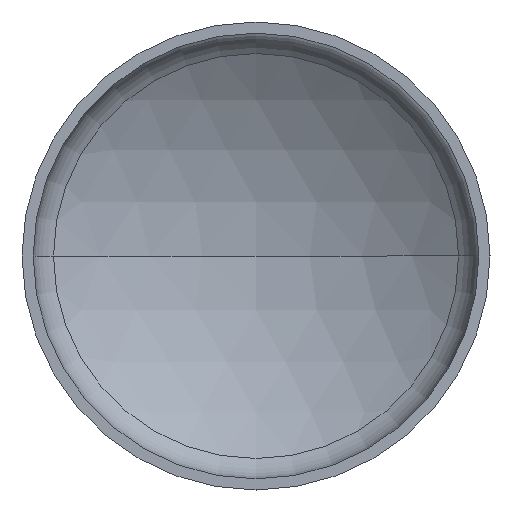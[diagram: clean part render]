
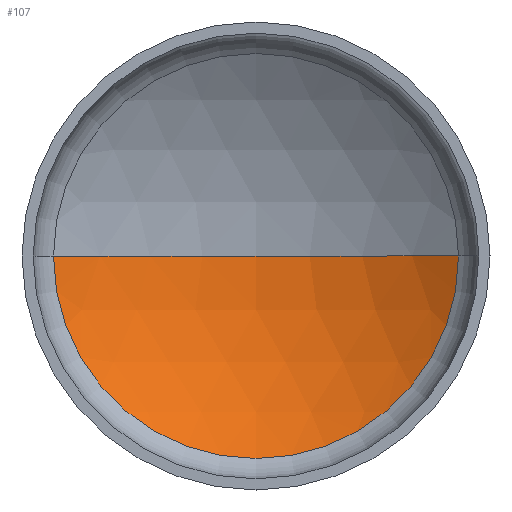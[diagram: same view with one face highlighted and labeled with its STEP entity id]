
A CAD part, front view. The second image highlights one B-rep face of the part: STEP entity #107.
In plain terms, the highlighted spherical face has radius 63.2 mm.
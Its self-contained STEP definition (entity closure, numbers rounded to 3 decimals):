
#5 = CIRCLE ( 'NONE', #49, 63.2 ) ;
#24 = CIRCLE ( 'NONE', #368, 63.2 ) ;
#25 = AXIS2_PLACEMENT_3D ( 'NONE', #258, #307, #402 ) ;
#40 = DIRECTION ( 'NONE',  ( 1., 0., 0. ) ) ;
#45 = CARTESIAN_POINT ( 'NONE',  ( 0., -43.2, 0. ) ) ;
#49 = AXIS2_PLACEMENT_3D ( 'NONE', #203, #330, #40 ) ;
#52 = EDGE_CURVE ( 'NONE', #358, #286, #5, .T. ) ;
#62 = CIRCLE ( 'NONE', #400, 36.346 ) ;
#75 = DIRECTION ( 'NONE',  ( -1., 0., 0. ) ) ;
#107 = ADVANCED_FACE ( 'NONE', ( #236 ), #288, .F. ) ;
#116 = CARTESIAN_POINT ( 'NONE',  ( 0., 8.503, 0. ) ) ;
#132 = ORIENTED_EDGE ( 'NONE', *, *, #52, .T. ) ;
#136 = ORIENTED_EDGE ( 'NONE', *, *, #250, .F. ) ;
#140 = DIRECTION ( 'NONE',  ( 0., 0., -1. ) ) ;
#153 = CARTESIAN_POINT ( 'NONE',  ( -36.346, 8.503, 0. ) ) ;
#155 = CARTESIAN_POINT ( 'NONE',  ( 36.346, 8.503, 0. ) ) ;
#175 = DIRECTION ( 'NONE',  ( 0., 1., 0. ) ) ;
#188 = CARTESIAN_POINT ( 'NONE',  ( 0., 20., 0. ) ) ;
#203 = CARTESIAN_POINT ( 'NONE',  ( 0., -43.2, 0. ) ) ;
#210 = EDGE_LOOP ( 'NONE', ( #136, #132, #287 ) ) ;
#236 = FACE_OUTER_BOUND ( 'NONE', #210, .T. ) ;
#250 = EDGE_CURVE ( 'NONE', #358, #391, #62, .T. ) ;
#256 = EDGE_CURVE ( 'NONE', #391, #286, #24, .T. ) ;
#258 = CARTESIAN_POINT ( 'NONE',  ( 0., -43.2, 0. ) ) ;
#286 = VERTEX_POINT ( 'NONE', #188 ) ;
#287 = ORIENTED_EDGE ( 'NONE', *, *, #256, .F. ) ;
#288 = SPHERICAL_SURFACE ( 'NONE', #25, 63.2 ) ;
#307 = DIRECTION ( 'NONE',  ( 0., 0., 1. ) ) ;
#330 = DIRECTION ( 'NONE',  ( 0., 0., 1. ) ) ;
#358 = VERTEX_POINT ( 'NONE', #155 ) ;
#368 = AXIS2_PLACEMENT_3D ( 'NONE', #45, #140, #75 ) ;
#370 = DIRECTION ( 'NONE',  ( -1., 0., 0. ) ) ;
#391 = VERTEX_POINT ( 'NONE', #153 ) ;
#400 = AXIS2_PLACEMENT_3D ( 'NONE', #116, #175, #370 ) ;
#402 = DIRECTION ( 'NONE',  ( -1., 0., 0. ) ) ;
